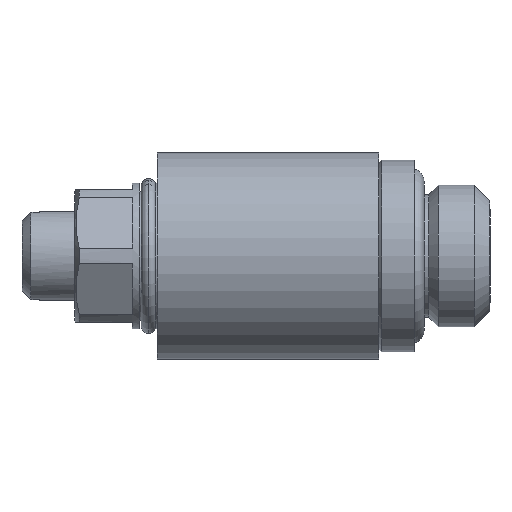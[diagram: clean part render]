
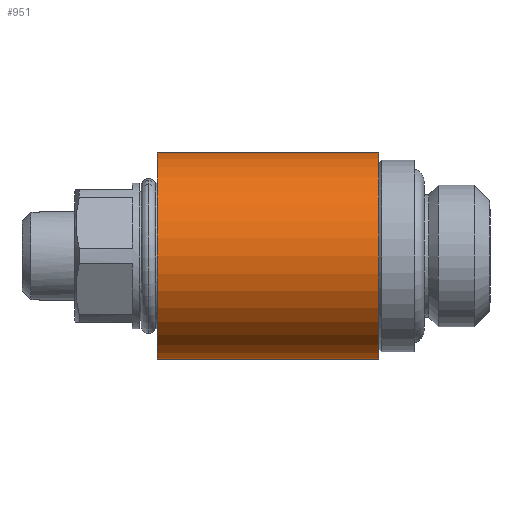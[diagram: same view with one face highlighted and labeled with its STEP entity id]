
A CAD part, left-side view. The second image highlights one B-rep face of the part: STEP entity #951.
In plain terms, the highlighted cylindrical face has radius 7 mm (diameter 14 mm), a partial arc.
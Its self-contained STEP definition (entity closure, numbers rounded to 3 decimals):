
#228 = ORIENTED_EDGE ( 'NONE', *, *, #351, .F. ) ;
#247 = EDGE_CURVE ( 'NONE', #768, #780, #2390, .T. ) ;
#341 = ORIENTED_EDGE ( 'NONE', *, *, #816, .T. ) ;
#351 = EDGE_CURVE ( 'NONE', #770, #810, #2523, .T. ) ;
#768 = VERTEX_POINT ( 'NONE', #1392 ) ;
#769 = EDGE_CURVE ( 'NONE', #780, #770, #1356, .T. ) ;
#770 = VERTEX_POINT ( 'NONE', #1403 ) ;
#780 = VERTEX_POINT ( 'NONE', #1381 ) ;
#810 = VERTEX_POINT ( 'NONE', #1446 ) ;
#816 = EDGE_CURVE ( 'NONE', #768, #810, #1447, .T. ) ;
#950 = ORIENTED_EDGE ( 'NONE', *, *, #247, .F. ) ;
#951 = ADVANCED_FACE ( 'NONE', ( #1692 ), #1695, .T. ) ;
#952 = EDGE_LOOP ( 'NONE', ( #956, #950, #341, #228 ) ) ;
#956 = ORIENTED_EDGE ( 'NONE', *, *, #769, .F. ) ;
#1356 = LINE ( 'NONE', #1433, #1432 ) ;
#1381 = CARTESIAN_POINT ( 'NONE',  ( 0., 7.9, -7. ) ) ;
#1392 = CARTESIAN_POINT ( 'NONE',  ( 0., 7.9, 7. ) ) ;
#1403 = CARTESIAN_POINT ( 'NONE',  ( 0., 22.9, -7. ) ) ;
#1431 = DIRECTION ( 'NONE',  ( 0., 1., 0. ) ) ;
#1432 = VECTOR ( 'NONE', #1431, 1000. ) ;
#1433 = CARTESIAN_POINT ( 'NONE',  ( 0., 28.986, -7. ) ) ;
#1437 = VECTOR ( 'NONE', #1473, 1000. ) ;
#1438 = CARTESIAN_POINT ( 'NONE',  ( 0., 28.986, 7. ) ) ;
#1446 = CARTESIAN_POINT ( 'NONE',  ( 0., 22.9, 7. ) ) ;
#1447 = LINE ( 'NONE', #1438, #1437 ) ;
#1473 = DIRECTION ( 'NONE',  ( 0., 1., 0. ) ) ;
#1692 = FACE_OUTER_BOUND ( 'NONE', #952, .T. ) ;
#1695 = CYLINDRICAL_SURFACE ( 'NONE', #1697, 7. ) ;
#1696 = CARTESIAN_POINT ( 'NONE',  ( 0., 28.986, 0. ) ) ;
#1697 = AXIS2_PLACEMENT_3D ( 'NONE', #1696, #1714, #1713 ) ;
#1713 = DIRECTION ( 'NONE',  ( 0., 0., 1. ) ) ;
#1714 = DIRECTION ( 'NONE',  ( 0., 1., 0. ) ) ;
#2354 = DIRECTION ( 'NONE',  ( 0., 0., -1. ) ) ;
#2361 = DIRECTION ( 'NONE',  ( 0., -1., 0. ) ) ;
#2388 = CARTESIAN_POINT ( 'NONE',  ( 0., 7.9, 0. ) ) ;
#2389 = AXIS2_PLACEMENT_3D ( 'NONE', #2388, #2361, #2354 ) ;
#2390 = CIRCLE ( 'NONE', #2389, 7. ) ;
#2512 = DIRECTION ( 'NONE',  ( 0., 0., 1. ) ) ;
#2513 = AXIS2_PLACEMENT_3D ( 'NONE', #2521, #2524, #2512 ) ;
#2521 = CARTESIAN_POINT ( 'NONE',  ( 0., 22.9, 0. ) ) ;
#2523 = CIRCLE ( 'NONE', #2513, 7. ) ;
#2524 = DIRECTION ( 'NONE',  ( 0., 1., 0. ) ) ;
